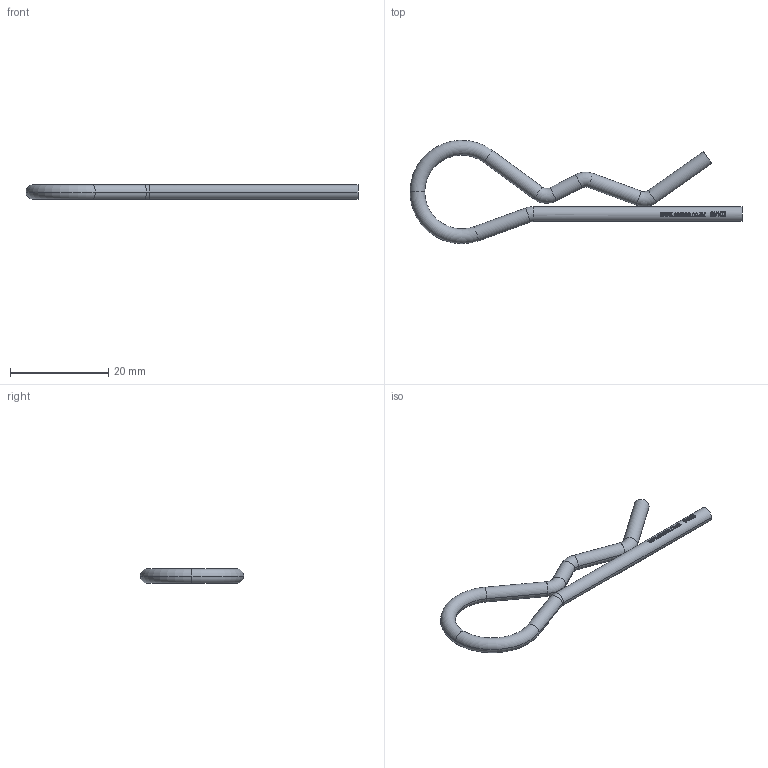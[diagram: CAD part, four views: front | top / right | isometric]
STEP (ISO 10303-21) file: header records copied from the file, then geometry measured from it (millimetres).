
FILE_DESCRIPTION (( 'STEP AP214' ), '1' );
FILE_NAME ('05103-R Clip Zinc Plated 3mm Wire.STEP', '2018-11-23T02:07:13', ( '' ), ( '' ), 'SwSTEP 2.0', 'SolidWorks 2018', '' );
FILE_SCHEMA (( 'AUTOMOTIVE_DESIGN' ));
Length unit declared in the file: millimetre
Products named in the file (2): 05103-R Clip Zinc Plated 3mm Wire
Bounding box: 67.5 x 20.99 x 3 mm (x, y, z)
Volume: 1010 mm3; surface area: 1378.3 mm2
Topology: 1 solids, 1 shells, 284 faces, 749 edges, 492 vertices
Faces by surface type: bspline 165, plane 70, cylinder 37, torus 12
Entity records: 17612 total; most frequent: CARTESIAN_POINT 11980, ORIENTED_EDGE 1498, EDGE_CURVE 749, DIRECTION 563, B_SPLINE_CURVE_WITH_KNOTS 524, VERTEX_POINT 492, EDGE_LOOP 309, FACE_OUTER_BOUND 284
